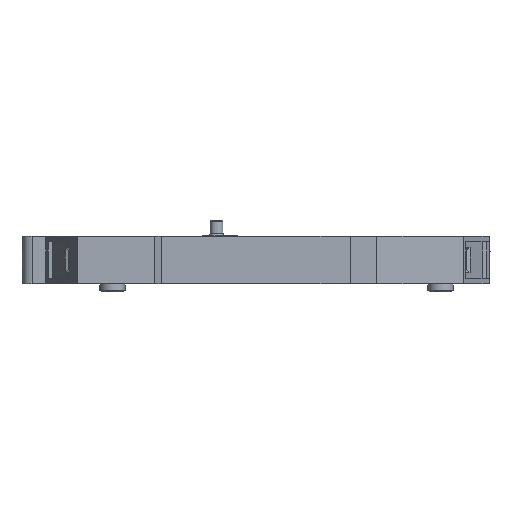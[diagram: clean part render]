
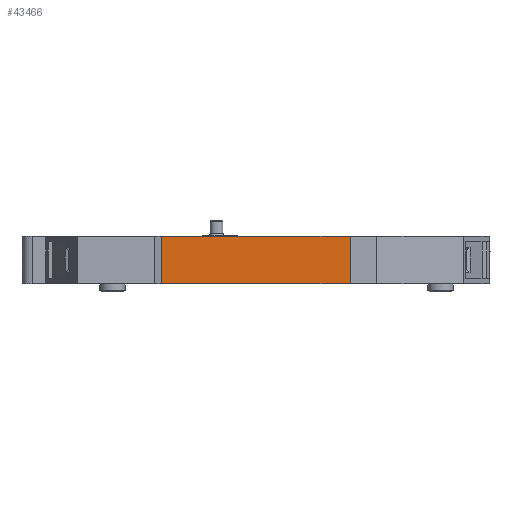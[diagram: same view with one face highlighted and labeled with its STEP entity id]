
A CAD part, front view. The second image highlights one B-rep face of the part: STEP entity #43466.
In plain terms, the highlighted planar face has unit normal (0, -1, 0).
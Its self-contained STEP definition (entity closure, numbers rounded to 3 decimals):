
#2044=DIRECTION('',(1.,0.,0.));
#2045=VECTOR('',#2044,35.5);
#2046=CARTESIAN_POINT('',(-17.8,-56.2,0.));
#2047=LINE('',#2046,#2045);
#4101=DIRECTION('',(0.,0.,1.));
#4102=VECTOR('',#4101,9.);
#4103=CARTESIAN_POINT('',(17.7,-56.2,0.));
#4104=LINE('',#4103,#4102);
#4109=DIRECTION('',(0.,0.,1.));
#4110=VECTOR('',#4109,9.);
#4111=CARTESIAN_POINT('',(-17.8,-56.2,0.));
#4112=LINE('',#4111,#4110);
#4113=DIRECTION('',(1.,0.,0.));
#4114=VECTOR('',#4113,35.5);
#4115=CARTESIAN_POINT('',(-17.8,-56.2,9.));
#4116=LINE('',#4115,#4114);
#31634=CARTESIAN_POINT('',(-17.8,-56.2,0.));
#31635=VERTEX_POINT('',#31634);
#31636=CARTESIAN_POINT('',(17.7,-56.2,0.));
#31637=VERTEX_POINT('',#31636);
#32056=CARTESIAN_POINT('',(17.7,-56.2,9.));
#32057=VERTEX_POINT('',#32056);
#32058=CARTESIAN_POINT('',(-17.8,-56.2,9.));
#32059=VERTEX_POINT('',#32058);
#43454=CARTESIAN_POINT('',(-17.8,-56.2,0.));
#43455=DIRECTION('',(0.,-1.,0.));
#43456=DIRECTION('',(1.,0.,0.));
#43457=AXIS2_PLACEMENT_3D('',#43454,#43455,#43456);
#43458=PLANE('',#43457);
#43460=ORIENTED_EDGE('',*,*,#43459,.T.);
#43461=ORIENTED_EDGE('',*,*,#41302,.T.);
#43462=ORIENTED_EDGE('',*,*,#43439,.F.);
#43463=ORIENTED_EDGE('',*,*,#40327,.F.);
#43464=EDGE_LOOP('',(#43460,#43461,#43462,#43463));
#43465=FACE_OUTER_BOUND('',#43464,.F.);
#40327=EDGE_CURVE('',#31635,#31637,#2047,.T.);
#41302=EDGE_CURVE('',#32059,#32057,#4116,.T.);
#43439=EDGE_CURVE('',#31637,#32057,#4104,.T.);
#43459=EDGE_CURVE('',#31635,#32059,#4112,.T.);
#43466=ADVANCED_FACE('',(#43465),#43458,.T.);
